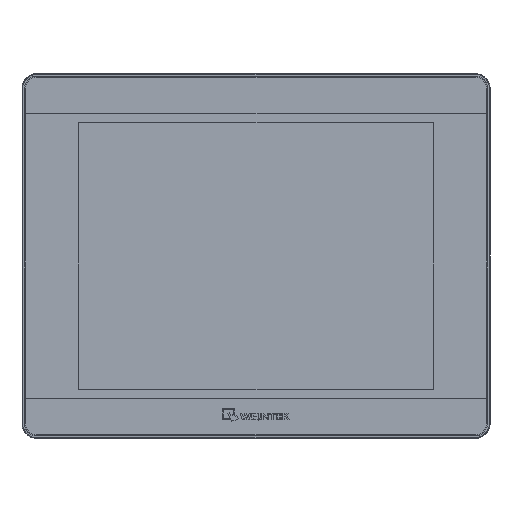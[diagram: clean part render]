
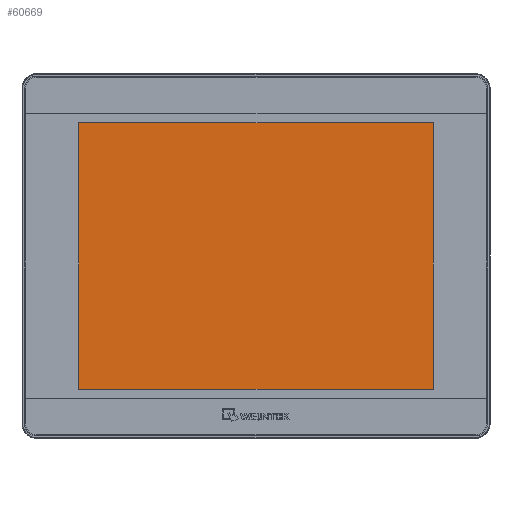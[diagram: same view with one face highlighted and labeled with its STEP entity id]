
A CAD part, top view. The second image highlights one B-rep face of the part: STEP entity #60669.
In plain terms, the highlighted planar face has unit normal (0, 0, 1).
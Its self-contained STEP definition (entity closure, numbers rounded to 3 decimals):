
#6871 = CARTESIAN_POINT ( 'NONE',  ( 122.1, 93.35, 7.33 ) ) ;
#6892 = FACE_OUTER_BOUND ( 'NONE', #69628, .T. ) ;
#6894 = PLANE ( 'NONE',  #34921 ) ;
#6898 = DIRECTION ( 'NONE',  ( 0., 0., 1. ) ) ;
#6900 = DIRECTION ( 'NONE',  ( 0., -1., 0. ) ) ;
#16410 = ORIENTED_EDGE ( 'NONE', *, *, #49715, .F. ) ;
#16426 = ORIENTED_EDGE ( 'NONE', *, *, #49431, .F. ) ;
#17242 = ORIENTED_EDGE ( 'NONE', *, *, #49518, .F. ) ;
#18171 = ORIENTED_EDGE ( 'NONE', *, *, #49510, .F. ) ;
#34921 = AXIS2_PLACEMENT_3D ( 'NONE', #6871, #6898, #6900 ) ;
#34936 = VECTOR ( 'NONE', #52684, 1000. ) ;
#35075 = VECTOR ( 'NONE', #53459, 1000. ) ;
#35093 = VECTOR ( 'NONE', #52793, 1000. ) ;
#35097 = VECTOR ( 'NONE', #52802, 1000. ) ;
#43633 = VERTEX_POINT ( 'NONE', #50973 ) ;
#44429 = VERTEX_POINT ( 'NONE', #51361 ) ;
#44724 = VERTEX_POINT ( 'NONE', #51463 ) ;
#46417 = VERTEX_POINT ( 'NONE', #52059 ) ;
#49431 = EDGE_CURVE ( 'NONE', #44724, #43633, #52681, .T. ) ;
#49510 = EDGE_CURVE ( 'NONE', #46417, #44724, #52791, .T. ) ;
#49518 = EDGE_CURVE ( 'NONE', #44429, #46417, #52800, .T. ) ;
#49715 = EDGE_CURVE ( 'NONE', #43633, #44429, #53454, .T. ) ;
#50973 = CARTESIAN_POINT ( 'NONE',  ( 98.8, -74.23, 7.33 ) ) ;
#51361 = CARTESIAN_POINT ( 'NONE',  ( -98.8, -74.23, 7.33 ) ) ;
#51463 = CARTESIAN_POINT ( 'NONE',  ( 98.8, 74.23, 7.33 ) ) ;
#52059 = CARTESIAN_POINT ( 'NONE',  ( -98.8, 74.23, 7.33 ) ) ;
#52681 = LINE ( 'NONE', #52683, #34936 ) ;
#52683 = CARTESIAN_POINT ( 'NONE',  ( 98.8, 93.35, 7.33 ) ) ;
#52684 = DIRECTION ( 'NONE',  ( 0., -1., 0. ) ) ;
#52791 = LINE ( 'NONE', #52792, #35093 ) ;
#52792 = CARTESIAN_POINT ( 'NONE',  ( 122.1, 74.23, 7.33 ) ) ;
#52793 = DIRECTION ( 'NONE',  ( 1., 0., 0. ) ) ;
#52800 = LINE ( 'NONE', #52801, #35097 ) ;
#52801 = CARTESIAN_POINT ( 'NONE',  ( -98.8, 93.35, 7.33 ) ) ;
#52802 = DIRECTION ( 'NONE',  ( 0., 1., 0. ) ) ;
#53454 = LINE ( 'NONE', #53457, #35075 ) ;
#53457 = CARTESIAN_POINT ( 'NONE',  ( 122.1, -74.23, 7.33 ) ) ;
#53459 = DIRECTION ( 'NONE',  ( -1., 0., 0. ) ) ;
#60669 = ADVANCED_FACE ( 'NONE', ( #6892 ), #6894, .T. ) ;
#69628 = EDGE_LOOP ( 'NONE', ( #16426, #18171, #17242, #16410 ) ) ;
